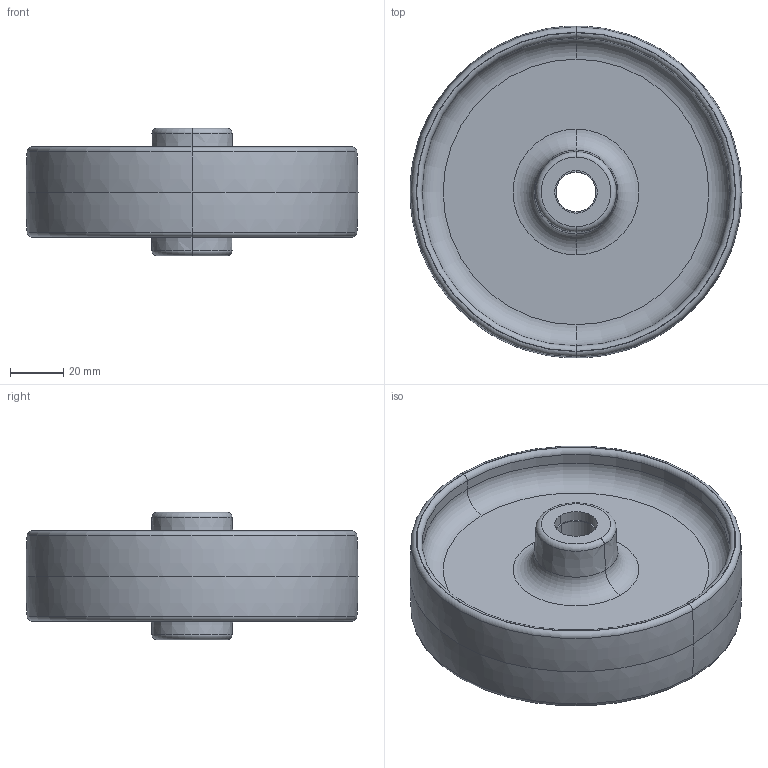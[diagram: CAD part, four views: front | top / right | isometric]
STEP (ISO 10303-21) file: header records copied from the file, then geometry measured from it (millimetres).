
FILE_DESCRIPTION (( 'STEP AP214' ), '1' );
FILE_NAME ('0036212.step', '2022-07-26T12:15:51', ( '' ), ( '' ), 'SwSTEP 2.0', 'SolidWorks 2020', '' );
FILE_SCHEMA (( 'AUTOMOTIVE_DESIGN' ));
Length unit declared in the file: millimetre
Products named in the file (1): 0036212
Bounding box: 125 x 125 x 48 mm (x, y, z)
Volume: 153418.2 mm3; surface area: 55668.2 mm2
Topology: 2 solids, 2 shells, 52 faces, 104 edges, 62 vertices
Faces by surface type: torus 24, cylinder 14, plane 10, cone 4
Entity records: 2001 total; most frequent: DIRECTION 296, CARTESIAN_POINT 219, ORIENTED_EDGE 208, AXIS2_PLACEMENT_3D 139, EDGE_CURVE 104, CIRCLE 86, EDGE_LOOP 62, VERTEX_POINT 62
